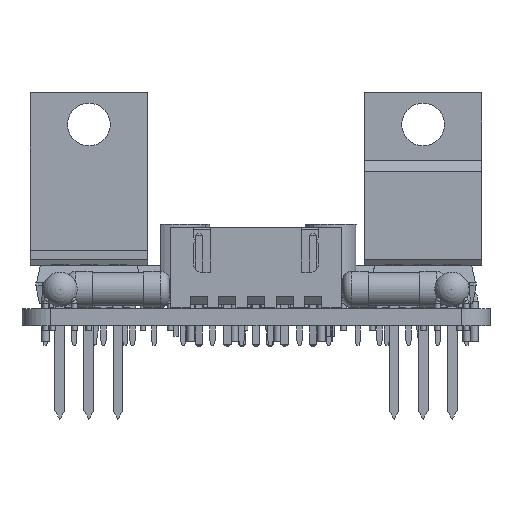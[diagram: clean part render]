
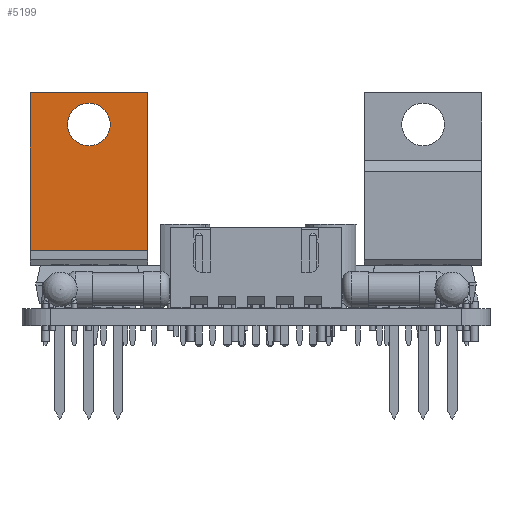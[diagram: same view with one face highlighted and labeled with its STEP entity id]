
A CAD part, front view. The second image highlights one B-rep face of the part: STEP entity #5199.
In plain terms, the highlighted face is planar.
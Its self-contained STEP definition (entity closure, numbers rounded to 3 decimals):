
#4644 = VERTEX_POINT('',#4645);
#4645 = CARTESIAN_POINT('',(-2.575,3.16,18.775));
#4651 = EDGE_CURVE('',#4652,#4644,#4654,.T.);
#4652 = VERTEX_POINT('',#4653);
#4653 = CARTESIAN_POINT('',(-2.575,3.16,5.));
#4654 = LINE('',#4655,#4656);
#4655 = CARTESIAN_POINT('',(-2.575,3.16,5.));
#4656 = VECTOR('',#4657,1.);
#4657 = DIRECTION('',(0.,0.,1.));
#4710 = VERTEX_POINT('',#4711);
#4711 = CARTESIAN_POINT('',(7.655,3.16,5.));
#4717 = EDGE_CURVE('',#4710,#4718,#4720,.T.);
#4718 = VERTEX_POINT('',#4719);
#4719 = CARTESIAN_POINT('',(7.655,3.16,18.775));
#4720 = LINE('',#4721,#4722);
#4721 = CARTESIAN_POINT('',(7.655,3.16,5.));
#4722 = VECTOR('',#4723,1.);
#4723 = DIRECTION('',(0.,0.,1.));
#4742 = EDGE_CURVE('',#4652,#4710,#4743,.T.);
#4743 = LINE('',#4744,#4745);
#4744 = CARTESIAN_POINT('',(-2.575,3.16,5.));
#4745 = VECTOR('',#4746,1.);
#4746 = DIRECTION('',(1.,0.,0.));
#5199 = ADVANCED_FACE('',(#5200,#5211),#5222,.T.);
#5200 = FACE_BOUND('',#5201,.T.);
#5201 = EDGE_LOOP('',(#5202,#5203,#5209,#5210));
#5202 = ORIENTED_EDGE('',*,*,#4651,.T.);
#5203 = ORIENTED_EDGE('',*,*,#5204,.T.);
#5204 = EDGE_CURVE('',#4644,#4718,#5205,.T.);
#5205 = LINE('',#5206,#5207);
#5206 = CARTESIAN_POINT('',(-2.575,3.16,18.775));
#5207 = VECTOR('',#5208,1.);
#5208 = DIRECTION('',(1.,0.,0.));
#5209 = ORIENTED_EDGE('',*,*,#4717,.F.);
#5210 = ORIENTED_EDGE('',*,*,#4742,.F.);
#5211 = FACE_BOUND('',#5212,.T.);
#5212 = EDGE_LOOP('',(#5213));
#5213 = ORIENTED_EDGE('',*,*,#5214,.T.);
#5214 = EDGE_CURVE('',#5215,#5215,#5217,.T.);
#5215 = VERTEX_POINT('',#5216);
#5216 = CARTESIAN_POINT('',(4.408,3.16,16.005));
#5217 = CIRCLE('',#5218,1.868);
#5218 = AXIS2_PLACEMENT_3D('',#5219,#5220,#5221);
#5219 = CARTESIAN_POINT('',(2.54,3.16,16.005));
#5220 = DIRECTION('',(0.,-1.,0.));
#5221 = DIRECTION('',(1.,0.,0.));
#5222 = PLANE('',#5223);
#5223 = AXIS2_PLACEMENT_3D('',#5224,#5225,#5226);
#5224 = CARTESIAN_POINT('',(-2.575,3.16,5.));
#5225 = DIRECTION('',(0.,1.,0.));
#5226 = DIRECTION('',(1.,0.,0.));
